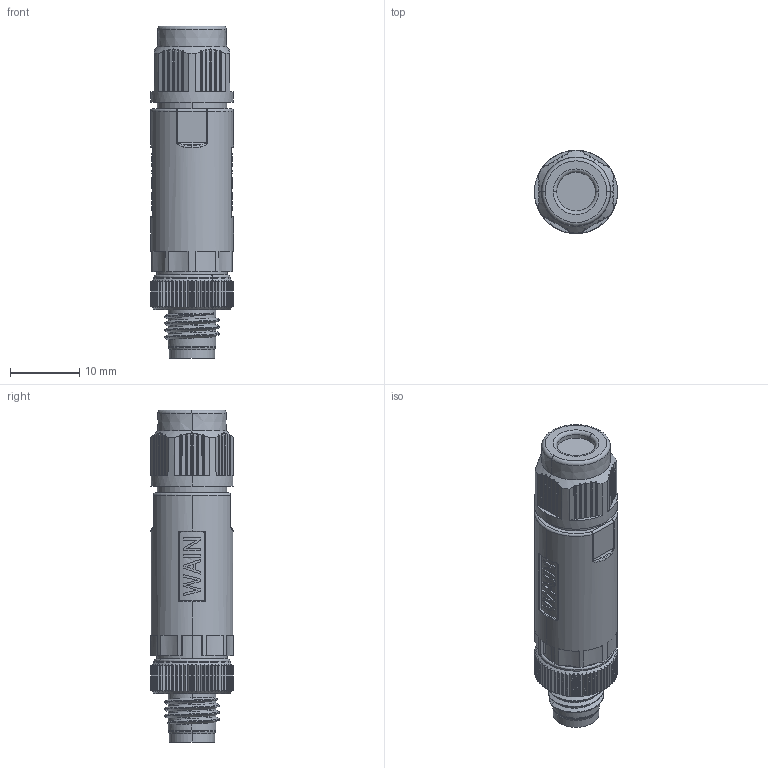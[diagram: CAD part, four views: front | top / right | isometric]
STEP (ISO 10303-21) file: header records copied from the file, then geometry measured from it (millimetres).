
FILE_DESCRIPTION((''),'2;1');
FILE_NAME('M8-M03-T-D5_ASM_SW0001','2020-04-26T',('tc.chen'),(''),'PRO/ENGINEER BY PARAMETRIC TECHNOLOGY CORPORATION, 2012480','PRO/ENGINEER BY PARAMETRIC TECHNOLOGY CORPORATION, 2012480','');
FILE_SCHEMA(('AUTOMOTIVE_DESIGN { 1 0 10303 214 1 1 1 1 }'));
Length unit declared in the file: millimetre
Products named in the file (1): M8-M03-T-D5_ASM_SW0001
Bounding box: 12 x 12 x 48 mm (x, y, z)
Volume: 4419.7 mm3; surface area: 2260.7 mm2
Topology: 1 solids, 1 shells, 642 faces, 1827 edges, 1181 vertices
Faces by surface type: plane 320, cylinder 191, bspline 59, cone 50, torus 14, sphere 6, extrusion 2
Entity records: 36630 total; most frequent: CARTESIAN_POINT 10081, ORIENTED_EDGE 3642, DIRECTION 2819, PRESENTATION_STYLE_ASSIGNMENT 2452, STYLED_ITEM 1944, CURVE_STYLE 1823, EDGE_CURVE 1821, VERTEX_POINT 1181
